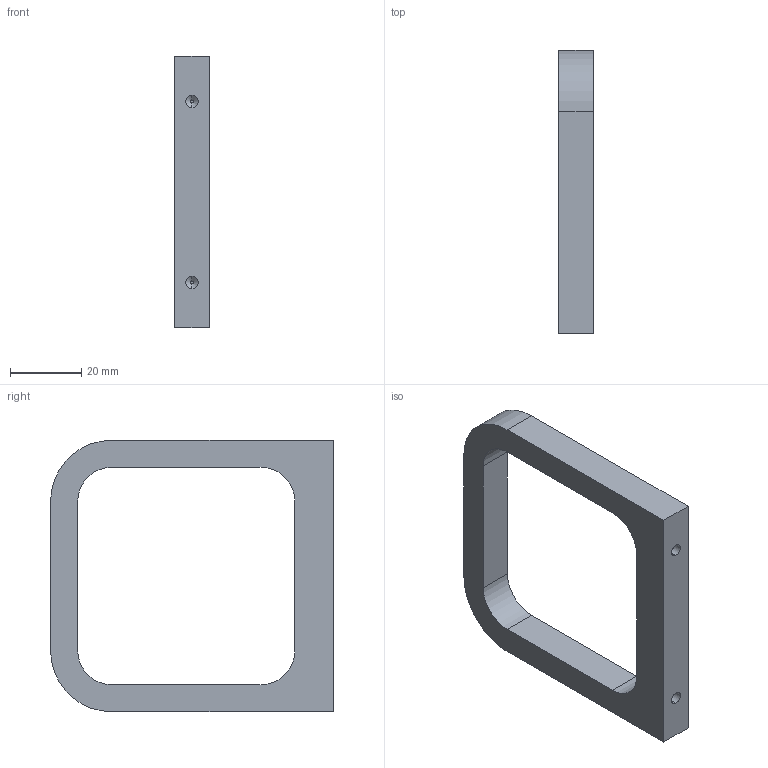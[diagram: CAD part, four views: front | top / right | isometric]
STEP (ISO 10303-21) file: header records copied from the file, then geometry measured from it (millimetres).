
FILE_DESCRIPTION(('Creo Elements/Direct Modeling STEP Export'),'2;1');
FILE_NAME('Hard-stop-frame.stp','2016-08-22T17:04:58',(''),(''),'PTC Creo Elements/Direct Modeling STEP processor for AP214 (Solid Model)','PTC Creo Elements/Direct Modeling 19.0C 15-Aug-2015 (C) Parametric Technology GmbH','');
FILE_SCHEMA(('AUTOMOTIVE_DESIGN { 1 0 10303 214 1 1 1 1 }'));
Length unit declared in the file: millimetre
Products named in the file (2): Hard-stop-frame
Assembly tree (1 placements, depth 2):
  Hard-stop-frame
    Hard-stop-frame
Bounding box: 9.65 x 79.38 x 76.2 mm (x, y, z)
Volume: 21853.8 mm3; surface area: 9841.3 mm2
Topology: 1 solids, 1 shells, 26 faces, 62 edges, 40 vertices
Faces by surface type: plane 12, cylinder 10, cone 4
Entity records: 777 total; most frequent: DIRECTION 130, CARTESIAN_POINT 124, ORIENTED_EDGE 124, EDGE_CURVE 62, AXIS2_PLACEMENT_3D 46, VERTEX_POINT 40, VECTOR 38, LINE 38
